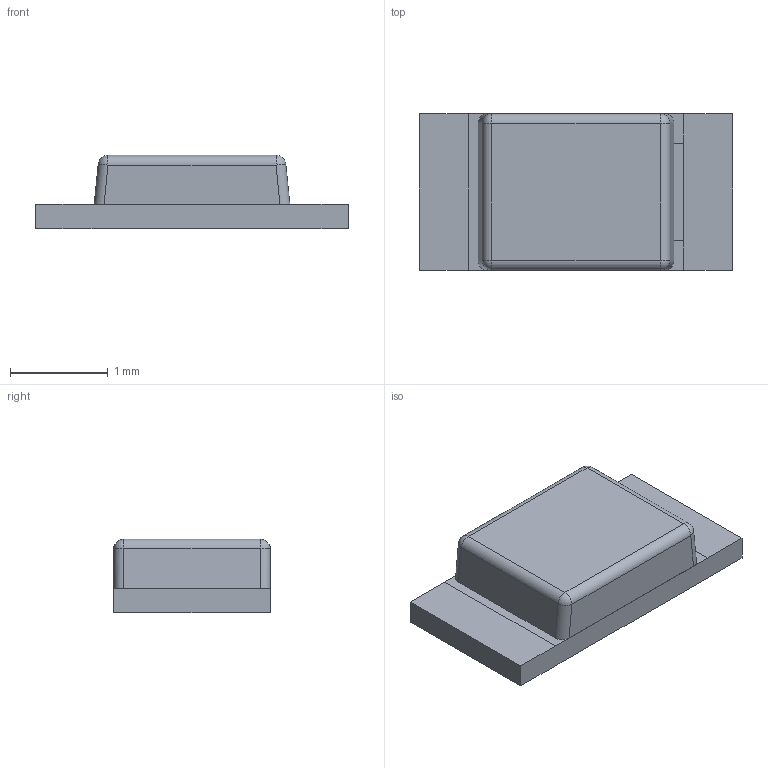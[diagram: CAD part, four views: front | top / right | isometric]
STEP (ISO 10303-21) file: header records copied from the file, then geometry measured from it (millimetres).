
FILE_DESCRIPTION(('STEP AP214'), '1');
FILE_NAME('APT3216', '2022-08-04T06:54:49', (''), (''), 'ASCON STEP Converter 1.3', 'ASCON Math Kernel', '');
FILE_SCHEMA(('AUTOMOTIVE_DESIGN { 1 0 10303 214 3 1 1}'));
Length unit declared in the file: millimetre
Bounding box: 3.2 x 1.6 x 0.75 mm (x, y, z)
Volume: 2.8 mm3; surface area: 22.1 mm2
Topology: 2 solids, 2 shells, 32 faces, 82 edges, 50 vertices
Faces by surface type: plane 20, cylinder 8, sphere 4
Entity records: 1227 total; most frequent: CARTESIAN_POINT 173, ORIENTED_EDGE 156, DIRECTION 152, EDGE_CURVE 78, LINE 62, VECTOR 62, VERTEX_POINT 50, AXIS2_PLACEMENT_3D 45
